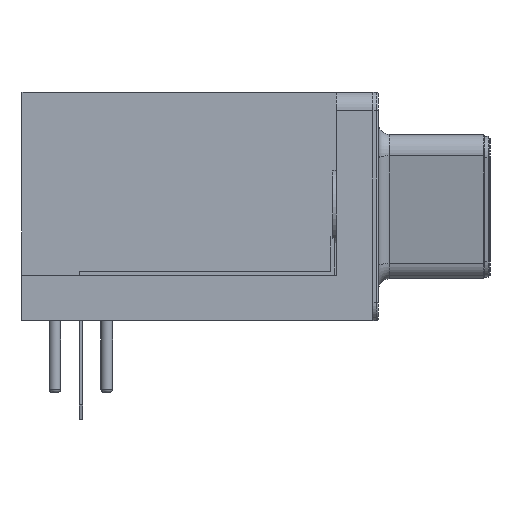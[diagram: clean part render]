
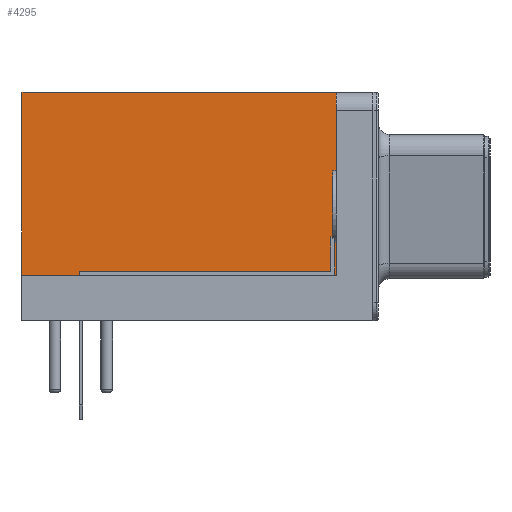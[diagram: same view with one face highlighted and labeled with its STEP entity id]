
A CAD part, left-side view. The second image highlights one B-rep face of the part: STEP entity #4295.
In plain terms, the highlighted planar face has unit normal (-1, 0, 0).
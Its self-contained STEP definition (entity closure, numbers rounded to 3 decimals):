
#37=DIRECTION('',(1.,0.,0.));
#74=DIRECTION('',(0.,1.,0.));
#138=DIRECTION('',(0.,0.,1.));
#3101=VECTOR('',#138,1.);
#3650=VECTOR('',#74,1.);
#3664=VERTEX_POINT('',#3665);
#3665=CARTESIAN_POINT('',(-54.13,1.8,12.5));
#3668=ORIENTED_EDGE('',*,*,#3669,.F.);
#3669=EDGE_CURVE('',#3670,#3664,#3672,.T.);
#3670=VERTEX_POINT('',#3671);
#3671=CARTESIAN_POINT('',(-54.13,-15.4,12.5));
#3672=LINE('',#3673,#3650);
#3673=CARTESIAN_POINT('',(-54.13,-16.4,12.5));
#4275=VERTEX_POINT('',#4276);
#4276=CARTESIAN_POINT('',(-54.13,-15.4,2.5));
#4280=EDGE_CURVE('',#4275,#3670,#4281,.T.);
#4281=LINE('',#4276,#3101);
#4295=ADVANCED_FACE('',(#4296),#4308,.F.);
#4296=FACE_BOUND('',#4297,.F.);
#4297=EDGE_LOOP('',(#4298,#4299,#4304,#3668));
#4298=ORIENTED_EDGE('',*,*,#4280,.F.);
#4299=ORIENTED_EDGE('',*,*,#4300,.T.);
#4300=EDGE_CURVE('',#4275,#4301,#4303,.T.);
#4301=VERTEX_POINT('',#4302);
#4302=CARTESIAN_POINT('',(-54.13,1.8,2.5));
#4303=LINE('',#4276,#3650);
#4304=ORIENTED_EDGE('',*,*,#4305,.T.);
#4305=EDGE_CURVE('',#4301,#3664,#4306,.T.);
#4306=LINE('',#4307,#3101);
#4307=CARTESIAN_POINT('',(-54.13,1.8,4.375));
#4308=PLANE('',#4309);
#4309=AXIS2_PLACEMENT_3D('',#4276,#37,#138);
